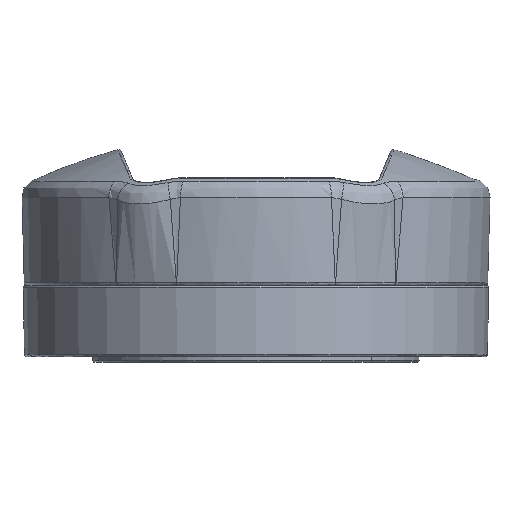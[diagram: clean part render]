
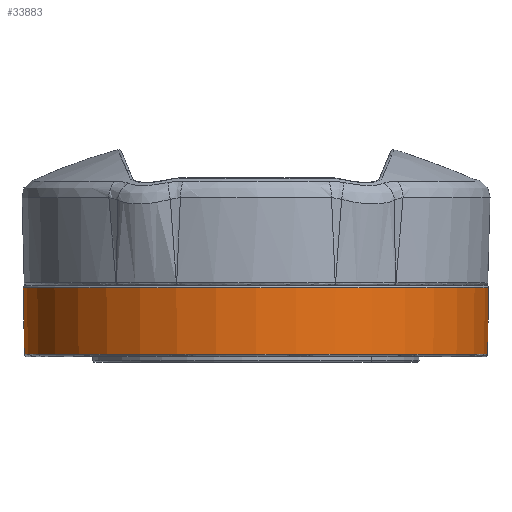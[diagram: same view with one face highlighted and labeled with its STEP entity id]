
A CAD part, front view. The second image highlights one B-rep face of the part: STEP entity #33883.
In plain terms, the highlighted conical face has half-angle 1 degrees and reference radius 65.325 mm.
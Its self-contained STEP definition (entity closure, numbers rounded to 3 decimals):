
#1018 = VERTEX_POINT ( 'NONE', #13686 ) ;
#1498 = CARTESIAN_POINT ( 'NONE',  ( -4.173, 20.243, 96.4 ) ) ;
#2561 = LINE ( 'NONE', #1498, #6214 ) ;
#3104 = EDGE_CURVE ( 'NONE', #6593, #12679, #30116, .T. ) ;
#4345 = CARTESIAN_POINT ( 'NONE',  ( 126.489, 20.243, 97.132 ) ) ;
#4450 = EDGE_LOOP ( 'NONE', ( #28683, #6659, #10293, #25517 ) ) ;
#6214 = VECTOR ( 'NONE', #19981, 1000. ) ;
#6578 = CARTESIAN_POINT ( 'NONE',  ( 61.151, 20.243, 96.4 ) ) ;
#6593 = VERTEX_POINT ( 'NONE', #4345 ) ;
#6659 = ORIENTED_EDGE ( 'NONE', *, *, #3104, .T. ) ;
#7659 = CARTESIAN_POINT ( 'NONE',  ( 126.814, 20.243, 115.794 ) ) ;
#7809 = DIRECTION ( 'NONE',  ( 1., 0., 0. ) ) ;
#10293 = ORIENTED_EDGE ( 'NONE', *, *, #12327, .T. ) ;
#10620 = CARTESIAN_POINT ( 'NONE',  ( 61.151, 20.243, 115.794 ) ) ;
#12160 = AXIS2_PLACEMENT_3D ( 'NONE', #6578, #14470, #28132 ) ;
#12327 = EDGE_CURVE ( 'NONE', #12679, #16601, #29341, .T. ) ;
#12679 = VERTEX_POINT ( 'NONE', #7659 ) ;
#13686 = CARTESIAN_POINT ( 'NONE',  ( -4.186, 20.243, 97.132 ) ) ;
#14004 = VECTOR ( 'NONE', #15655, 1000. ) ;
#14470 = DIRECTION ( 'NONE',  ( 0., 0., 1. ) ) ;
#15655 = DIRECTION ( 'NONE',  ( 0.017, 0., 1. ) ) ;
#16601 = VERTEX_POINT ( 'NONE', #29441 ) ;
#16627 = CIRCLE ( 'NONE', #27374, 65.338 ) ;
#18621 = DIRECTION ( 'NONE',  ( -1., 0., 0. ) ) ;
#18843 = CARTESIAN_POINT ( 'NONE',  ( 61.151, 20.243, 97.132 ) ) ;
#19981 = DIRECTION ( 'NONE',  ( -0.017, 0., 1. ) ) ;
#20458 = CONICAL_SURFACE ( 'NONE', #12160, 65.325, 0.017 ) ;
#23814 = DIRECTION ( 'NONE',  ( 0., 0., 1. ) ) ;
#25517 = ORIENTED_EDGE ( 'NONE', *, *, #29099, .F. ) ;
#25897 = AXIS2_PLACEMENT_3D ( 'NONE', #10620, #29244, #18621 ) ;
#26316 = CARTESIAN_POINT ( 'NONE',  ( 126.476, 20.243, 96.4 ) ) ;
#27374 = AXIS2_PLACEMENT_3D ( 'NONE', #18843, #23814, #7809 ) ;
#28132 = DIRECTION ( 'NONE',  ( -1., 0., 0. ) ) ;
#28683 = ORIENTED_EDGE ( 'NONE', *, *, #28883, .T. ) ;
#28883 = EDGE_CURVE ( 'NONE', #1018, #6593, #16627, .T. ) ;
#29099 = EDGE_CURVE ( 'NONE', #1018, #16601, #2561, .T. ) ;
#29244 = DIRECTION ( 'NONE',  ( 0., 0., -1. ) ) ;
#29341 = CIRCLE ( 'NONE', #25897, 65.663 ) ;
#29441 = CARTESIAN_POINT ( 'NONE',  ( -4.512, 20.243, 115.794 ) ) ;
#30116 = LINE ( 'NONE', #26316, #14004 ) ;
#32826 = FACE_OUTER_BOUND ( 'NONE', #4450, .T. ) ;
#33883 = ADVANCED_FACE ( 'NONE', ( #32826 ), #20458, .T. ) ;
